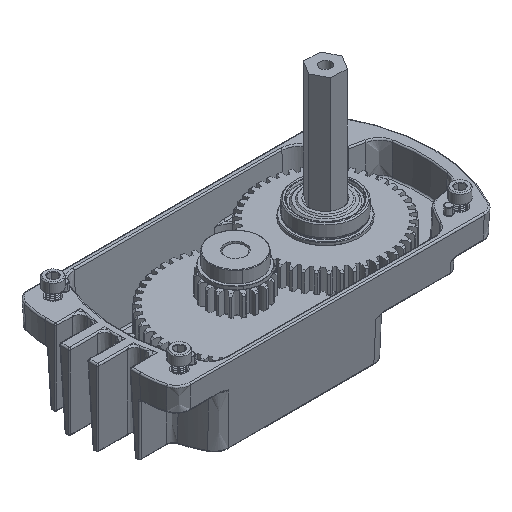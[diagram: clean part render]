
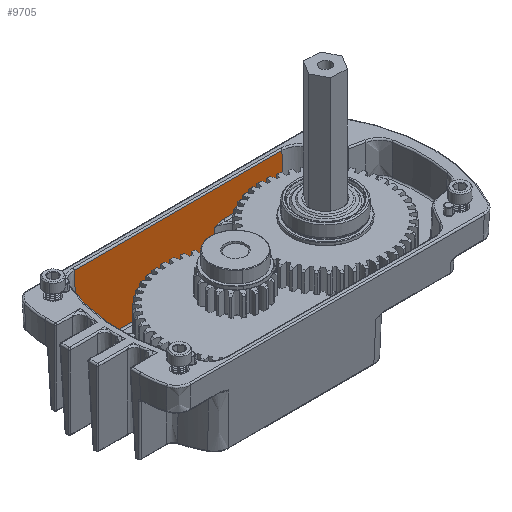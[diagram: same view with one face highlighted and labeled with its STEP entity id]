
A CAD part, isometric view. The second image highlights one B-rep face of the part: STEP entity #9705.
In plain terms, the highlighted face is planar.
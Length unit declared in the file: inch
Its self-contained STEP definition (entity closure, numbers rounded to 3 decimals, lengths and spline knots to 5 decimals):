
#951 = CARTESIAN_POINT ( 'NONE',  ( 1.31116, -0.67845, -1.11212 ) ) ;
#1092 = EDGE_CURVE ( 'NONE', #69647, #48565, #72330, .T. ) ;
#1363 = CARTESIAN_POINT ( 'NONE',  ( 1.31069, 0.92364, -1.12575 ) ) ;
#1735 = CARTESIAN_POINT ( 'NONE',  ( 1.30987, 0.89011, -1.14913 ) ) ;
#2237 = LINE ( 'NONE', #54121, #56286 ) ;
#3370 = CARTESIAN_POINT ( 'NONE',  ( 1.33017, -0.95614, -0.56779 ) ) ;
#3419 = CARTESIAN_POINT ( 'NONE',  ( 1.33094, -1.12611, -0.54587 ) ) ;
#3496 = LINE ( 'NONE', #33639, #68626 ) ;
#4237 = CARTESIAN_POINT ( 'NONE',  ( 1.33094, -2.16742, -0.54587 ) ) ;
#5612 = VERTEX_POINT ( 'NONE', #76137 ) ;
#6015 = ORIENTED_EDGE ( 'NONE', *, *, #54363, .T. ) ;
#6668 = CARTESIAN_POINT ( 'NONE',  ( 1.33094, -1.12611, -0.54587 ) ) ;
#7645 = CARTESIAN_POINT ( 'NONE',  ( 1.33068, -1.06742, -0.55332 ) ) ;
#8647 = CARTESIAN_POINT ( 'NONE',  ( 1.34916, -2.17803, -0.02413 ) ) ;
#8763 = CARTESIAN_POINT ( 'NONE',  ( 1.31156, 1.00058, -1.10087 ) ) ;
#8839 = CARTESIAN_POINT ( 'NONE',  ( 1.3113, -0.68796, -1.10819 ) ) ;
#9705 = ADVANCED_FACE ( 'NONE', ( #95607 ), #64475, .T. ) ;
#9792 = CARTESIAN_POINT ( 'NONE',  ( 1.31028, -0.63441, -1.13738 ) ) ;
#9846 = EDGE_LOOP ( 'NONE', ( #82773, #41022, #92484, #19310, #28837, #21136, #85673, #6015, #56667, #16445, #48552, #63107, #53617 ) ) ;
#9867 = VECTOR ( 'NONE', #94036, 39.37008 ) ;
#9967 = CARTESIAN_POINT ( 'NONE',  ( 1.30492, -0.6061, -1.29087 ) ) ;
#10094 = CARTESIAN_POINT ( 'NONE',  ( 1.34916, 1.5225, -0.02413 ) ) ;
#10167 = CARTESIAN_POINT ( 'NONE',  ( 1.31156, 1.00058, -1.10087 ) ) ;
#10906 = CARTESIAN_POINT ( 'NONE',  ( 1.31156, 1.49799, -1.10087 ) ) ;
#10988 = CARTESIAN_POINT ( 'NONE',  ( 1.35031, -0.69881, 0.00892 ) ) ;
#11160 = CARTESIAN_POINT ( 'NONE',  ( 1.34294, 1.51847, -0.20224 ) ) ;
#11256 = VECTOR ( 'NONE', #40662, 39.37008 ) ;
#11374 = LINE ( 'NONE', #41525, #41047 ) ;
#11655 = EDGE_CURVE ( 'NONE', #48565, #13630, #47401, .T. ) ;
#12016 = DIRECTION ( 'NONE',  ( 0., -1., 0. ) ) ;
#13630 = VERTEX_POINT ( 'NONE', #42067 ) ;
#14598 = CARTESIAN_POINT ( 'NONE',  ( 1.33094, -1.11112, -0.54587 ) ) ;
#16445 = ORIENTED_EDGE ( 'NONE', *, *, #42314, .T. ) ;
#16457 = DIRECTION ( 'NONE',  ( 0., -1., 0. ) ) ;
#16627 = VERTEX_POINT ( 'NONE', #3419 ) ;
#17181 = CARTESIAN_POINT ( 'NONE',  ( 1.3115, 0.98016, -1.10256 ) ) ;
#17295 = CARTESIAN_POINT ( 'NONE',  ( 1.31156, -0.94758, -1.10087 ) ) ;
#17658 = CARTESIAN_POINT ( 'NONE',  ( 1.31156, 0.99023, -1.10087 ) ) ;
#17960 = LINE ( 'NONE', #10988, #11256 ) ;
#18101 = LINE ( 'NONE', #33388, #55932 ) ;
#19310 = ORIENTED_EDGE ( 'NONE', *, *, #11655, .T. ) ;
#20489 = DIRECTION ( 'NONE',  ( -0.999, 0., 0.035 ) ) ;
#20526 = EDGE_CURVE ( 'NONE', #16627, #21359, #55504, .T. ) ;
#21136 = ORIENTED_EDGE ( 'NONE', *, *, #20526, .T. ) ;
#21359 = VERTEX_POINT ( 'NONE', #4237 ) ;
#21515 = VECTOR ( 'NONE', #16457, 39.37008 ) ;
#22740 = EDGE_CURVE ( 'NONE', #42262, #42726, #49114, .T. ) ;
#24673 = CARTESIAN_POINT ( 'NONE',  ( 1.31156, -0.72809, -1.10087 ) ) ;
#25209 = EDGE_CURVE ( 'NONE', #42726, #5612, #2237, .T. ) ;
#28837 = ORIENTED_EDGE ( 'NONE', *, *, #54731, .T. ) ;
#31382 = CARTESIAN_POINT ( 'NONE',  ( 1.33006, -1.01055, -0.57089 ) ) ;
#32441 = DIRECTION ( 'NONE',  ( 0., -1., 0. ) ) ;
#32658 = AXIS2_PLACEMENT_3D ( 'NONE', #87210, #20489, #71422 ) ;
#33388 = CARTESIAN_POINT ( 'NONE',  ( 1.31156, -0.82631, -1.10087 ) ) ;
#33639 = CARTESIAN_POINT ( 'NONE',  ( 1.34916, -0.82631, -0.02413 ) ) ;
#38925 = CARTESIAN_POINT ( 'NONE',  ( 1.3113, 0.96042, -1.10819 ) ) ;
#38999 = CARTESIAN_POINT ( 'NONE',  ( 1.3115, -0.70768, -1.10256 ) ) ;
#39039 = B_SPLINE_CURVE_WITH_KNOTS ( 'NONE', 3,
 ( #75384, #74379, #31382, #82265, #7645, #60525, #14598, #6668 ),
 .UNSPECIFIED., .F., .F.,
 ( 4, 2, 2, 4 ),
 ( -0.00002, 0.00225, 0.00339, 0.00452 ),
 .UNSPECIFIED. ) ;
#39501 = DIRECTION ( 'NONE',  ( 0.035, -0.016, 0.999 ) ) ;
#39870 = VECTOR ( 'NONE', #12016, 39.37008 ) ;
#39962 = B_SPLINE_CURVE_WITH_KNOTS ( 'NONE', 3,
 ( #90385, #9792, #54289, #951, #8839, #38999, #62205, #24673 ),
 .UNSPECIFIED., .F., .F.,
 ( 4, 2, 2, 4 ),
 ( -0.00001, 0.00155, 0.00232, 0.0031 ),
 .UNSPECIFIED. ) ;
#40365 = CARTESIAN_POINT ( 'NONE',  ( 1.31028, 0.90681, -1.13739 ) ) ;
#40662 = DIRECTION ( 'NONE',  ( 0.035, -0.07, 0.997 ) ) ;
#41022 = ORIENTED_EDGE ( 'NONE', *, *, #49945, .T. ) ;
#41047 = VECTOR ( 'NONE', #71689, 39.37008 ) ;
#41180 = CARTESIAN_POINT ( 'NONE',  ( 1.31156, -0.82631, -1.10087 ) ) ;
#41525 = CARTESIAN_POINT ( 'NONE',  ( 1.35012, -2.17859, 0.00354 ) ) ;
#41769 = CARTESIAN_POINT ( 'NONE',  ( 1.30987, -0.61772, -1.14913 ) ) ;
#42067 = CARTESIAN_POINT ( 'NONE',  ( 1.32925, -0.95571, -0.59413 ) ) ;
#42262 = VERTEX_POINT ( 'NONE', #10167 ) ;
#42314 = EDGE_CURVE ( 'NONE', #92600, #42262, #18101, .T. ) ;
#42726 = VERTEX_POINT ( 'NONE', #1735 ) ;
#47401 = LINE ( 'NONE', #3370, #51882 ) ;
#47779 = CARTESIAN_POINT ( 'NONE',  ( 1.31116, 0.9509, -1.11213 ) ) ;
#48552 = ORIENTED_EDGE ( 'NONE', *, *, #22740, .T. ) ;
#48565 = VERTEX_POINT ( 'NONE', #17295 ) ;
#48738 = CARTESIAN_POINT ( 'NONE',  ( 1.33672, 1.51443, -0.38036 ) ) ;
#49114 = B_SPLINE_CURVE_WITH_KNOTS ( 'NONE', 3,
 ( #8763, #17658, #17181, #38925, #47779, #1363, #40365, #70531 ),
 .UNSPECIFIED., .F., .F.,
 ( 4, 2, 2, 4 ),
 ( 0., 0.00078, 0.00156, 0.00311 ),
 .UNSPECIFIED. ) ;
#49888 = B_SPLINE_CURVE_WITH_KNOTS ( 'NONE', 3,
 ( #65501, #11160, #48738, #79357, #56155, #87748, #70986 ),
 .UNSPECIFIED., .F., .F.,
 ( 4, 3, 4 ),
 ( 0.00061, 0.0142, 0.02799 ),
 .UNSPECIFIED. ) ;
#49945 = EDGE_CURVE ( 'NONE', #69878, #69647, #39962, .T. ) ;
#51882 = VECTOR ( 'NONE', #39501, 39.37008 ) ;
#53617 = ORIENTED_EDGE ( 'NONE', *, *, #56070, .T. ) ;
#53649 = DIRECTION ( 'NONE',  ( -0.035, -0.085, -0.996 ) ) ;
#54121 = CARTESIAN_POINT ( 'NONE',  ( 1.30498, 0.87817, -1.28924 ) ) ;
#54289 = CARTESIAN_POINT ( 'NONE',  ( 1.31069, -0.65121, -1.12574 ) ) ;
#54363 = EDGE_CURVE ( 'NONE', #89258, #75765, #3496, .T. ) ;
#54731 = EDGE_CURVE ( 'NONE', #13630, #16627, #39039, .T. ) ;
#55504 = LINE ( 'NONE', #61971, #9867 ) ;
#55932 = VECTOR ( 'NONE', #32441, 39.37008 ) ;
#56070 = EDGE_CURVE ( 'NONE', #5612, #81270, #63325, .T. ) ;
#56155 = CARTESIAN_POINT ( 'NONE',  ( 1.32418, 1.50626, -0.73927 ) ) ;
#56286 = VECTOR ( 'NONE', #53649, 39.37008 ) ;
#56667 = ORIENTED_EDGE ( 'NONE', *, *, #74485, .T. ) ;
#60525 = CARTESIAN_POINT ( 'NONE',  ( 1.33088, -1.09644, -0.54766 ) ) ;
#61971 = CARTESIAN_POINT ( 'NONE',  ( 1.33094, -0.82631, -0.54587 ) ) ;
#62205 = CARTESIAN_POINT ( 'NONE',  ( 1.31156, -0.71774, -1.10087 ) ) ;
#63107 = ORIENTED_EDGE ( 'NONE', *, *, #25209, .T. ) ;
#63325 = LINE ( 'NONE', #9967, #21515 ) ;
#64475 = PLANE ( 'NONE',  #32658 ) ;
#65501 = CARTESIAN_POINT ( 'NONE',  ( 1.34916, 1.5225, -0.02413 ) ) ;
#67376 = EDGE_CURVE ( 'NONE', #81270, #69878, #17960, .T. ) ;
#68626 = VECTOR ( 'NONE', #82383, 39.37008 ) ;
#69647 = VERTEX_POINT ( 'NONE', #80886 ) ;
#69878 = VERTEX_POINT ( 'NONE', #41769 ) ;
#70531 = CARTESIAN_POINT ( 'NONE',  ( 1.30987, 0.89011, -1.14913 ) ) ;
#70706 = EDGE_CURVE ( 'NONE', #21359, #89258, #11374, .T. ) ;
#70986 = CARTESIAN_POINT ( 'NONE',  ( 1.31156, 1.49799, -1.10087 ) ) ;
#71422 = DIRECTION ( 'NONE',  ( 0.035, 0., 0.999 ) ) ;
#71689 = DIRECTION ( 'NONE',  ( 0.035, -0.02, 0.999 ) ) ;
#72330 = LINE ( 'NONE', #41180, #39870 ) ;
#74379 = CARTESIAN_POINT ( 'NONE',  ( 1.32966, -0.9831, -0.58246 ) ) ;
#74485 = EDGE_CURVE ( 'NONE', #75765, #92600, #49888, .T. ) ;
#75384 = CARTESIAN_POINT ( 'NONE',  ( 1.32925, -0.95571, -0.59413 ) ) ;
#75765 = VERTEX_POINT ( 'NONE', #10094 ) ;
#76137 = CARTESIAN_POINT ( 'NONE',  ( 1.30492, 0.87803, -1.29087 ) ) ;
#78611 = CARTESIAN_POINT ( 'NONE',  ( 1.30492, -0.60779, -1.29087 ) ) ;
#79357 = CARTESIAN_POINT ( 'NONE',  ( 1.3305, 1.51037, -0.55847 ) ) ;
#80886 = CARTESIAN_POINT ( 'NONE',  ( 1.31156, -0.72809, -1.10087 ) ) ;
#81270 = VERTEX_POINT ( 'NONE', #78611 ) ;
#82265 = CARTESIAN_POINT ( 'NONE',  ( 1.33054, -1.05305, -0.55724 ) ) ;
#82383 = DIRECTION ( 'NONE',  ( 0., 1., 0. ) ) ;
#82773 = ORIENTED_EDGE ( 'NONE', *, *, #67376, .T. ) ;
#85673 = ORIENTED_EDGE ( 'NONE', *, *, #70706, .T. ) ;
#87210 = CARTESIAN_POINT ( 'NONE',  ( 1.35, -0.82631, 0. ) ) ;
#87748 = CARTESIAN_POINT ( 'NONE',  ( 1.31787, 1.50213, -0.92007 ) ) ;
#89258 = VERTEX_POINT ( 'NONE', #8647 ) ;
#90385 = CARTESIAN_POINT ( 'NONE',  ( 1.30987, -0.61772, -1.14913 ) ) ;
#92484 = ORIENTED_EDGE ( 'NONE', *, *, #1092, .T. ) ;
#92600 = VERTEX_POINT ( 'NONE', #10906 ) ;
#94036 = DIRECTION ( 'NONE',  ( 0., -1., 0. ) ) ;
#95607 = FACE_OUTER_BOUND ( 'NONE', #9846, .T. ) ;
